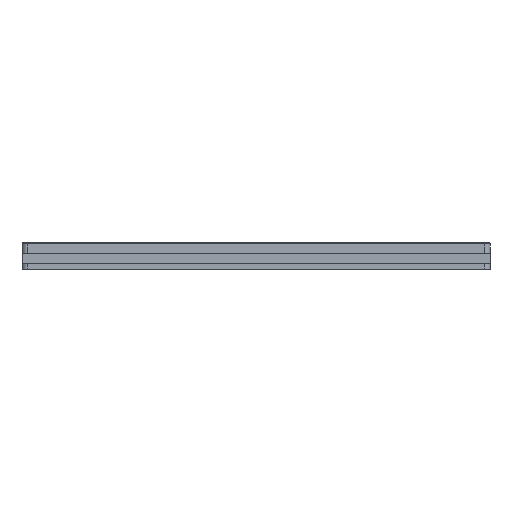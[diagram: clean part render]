
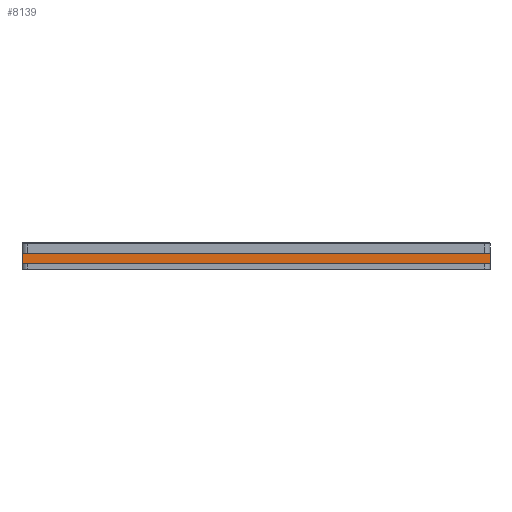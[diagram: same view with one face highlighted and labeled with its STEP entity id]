
A CAD part, left-side view. The second image highlights one B-rep face of the part: STEP entity #8139.
In plain terms, the highlighted planar face has unit normal (-1, 0, 0).
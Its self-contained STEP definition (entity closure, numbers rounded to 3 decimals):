
#84 = VECTOR ( 'NONE', #5123, 1000. ) ;
#274 = LINE ( 'NONE', #4851, #9522 ) ;
#390 = ORIENTED_EDGE ( 'NONE', *, *, #1931, .T. ) ;
#975 = ORIENTED_EDGE ( 'NONE', *, *, #3486, .F. ) ;
#1190 = CARTESIAN_POINT ( 'NONE',  ( -1395.803, -154.671, 3. ) ) ;
#1241 = ORIENTED_EDGE ( 'NONE', *, *, #8381, .F. ) ;
#1931 = EDGE_CURVE ( 'NONE', #9539, #8654, #7195, .T. ) ;
#1932 = EDGE_CURVE ( 'NONE', #8654, #2029, #6361, .T. ) ;
#2001 = CARTESIAN_POINT ( 'NONE',  ( -1395.803, -154.671, 274.608 ) ) ;
#2029 = VERTEX_POINT ( 'NONE', #3521 ) ;
#2488 = AXIS2_PLACEMENT_3D ( 'NONE', #2001, #6135, #3788 ) ;
#2671 = DIRECTION ( 'NONE',  ( 0., 0., -1. ) ) ;
#2688 = VECTOR ( 'NONE', #6454, 1000. ) ;
#2792 = CARTESIAN_POINT ( 'NONE',  ( -1395.803, -154.671, 8.6 ) ) ;
#3002 = VECTOR ( 'NONE', #7291, 1000. ) ;
#3472 = CARTESIAN_POINT ( 'NONE',  ( -1395.803, -154.671, 274.608 ) ) ;
#3486 = EDGE_CURVE ( 'NONE', #9539, #3776, #3751, .T. ) ;
#3499 = FACE_OUTER_BOUND ( 'NONE', #7974, .T. ) ;
#3521 = CARTESIAN_POINT ( 'NONE',  ( -1395.803, -414.671, 3. ) ) ;
#3751 = LINE ( 'NONE', #2792, #84 ) ;
#3776 = VERTEX_POINT ( 'NONE', #6375 ) ;
#3788 = DIRECTION ( 'NONE',  ( 0., 0., -1. ) ) ;
#3870 = CARTESIAN_POINT ( 'NONE',  ( -1395.803, -154.671, 3. ) ) ;
#4851 = CARTESIAN_POINT ( 'NONE',  ( -1395.803, -414.671, 274.608 ) ) ;
#5123 = DIRECTION ( 'NONE',  ( 0., -1., 0. ) ) ;
#5713 = PLANE ( 'NONE',  #2488 ) ;
#6135 = DIRECTION ( 'NONE',  ( 1., 0., 0. ) ) ;
#6361 = LINE ( 'NONE', #1190, #3002 ) ;
#6375 = CARTESIAN_POINT ( 'NONE',  ( -1395.803, -414.671, 8.6 ) ) ;
#6454 = DIRECTION ( 'NONE',  ( 0., 0., -1. ) ) ;
#6998 = ORIENTED_EDGE ( 'NONE', *, *, #1932, .T. ) ;
#7195 = LINE ( 'NONE', #3472, #2688 ) ;
#7291 = DIRECTION ( 'NONE',  ( 0., -1., 0. ) ) ;
#7974 = EDGE_LOOP ( 'NONE', ( #390, #6998, #1241, #975 ) ) ;
#8139 = ADVANCED_FACE ( 'NONE', ( #3499 ), #5713, .F. ) ;
#8300 = CARTESIAN_POINT ( 'NONE',  ( -1395.803, -154.671, 8.6 ) ) ;
#8381 = EDGE_CURVE ( 'NONE', #3776, #2029, #274, .T. ) ;
#8654 = VERTEX_POINT ( 'NONE', #3870 ) ;
#9522 = VECTOR ( 'NONE', #2671, 1000. ) ;
#9539 = VERTEX_POINT ( 'NONE', #8300 ) ;
